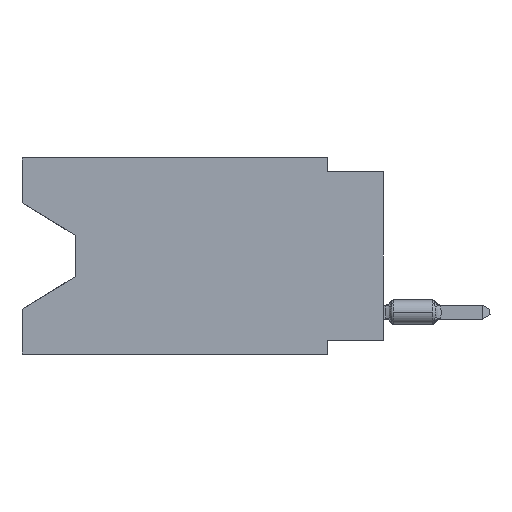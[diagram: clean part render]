
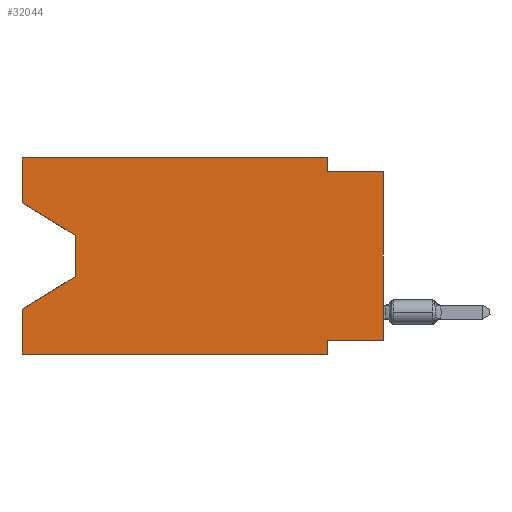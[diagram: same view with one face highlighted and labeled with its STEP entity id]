
A CAD part, left-side view. The second image highlights one B-rep face of the part: STEP entity #32044.
In plain terms, the highlighted planar face has unit normal (-1, 0, 0).
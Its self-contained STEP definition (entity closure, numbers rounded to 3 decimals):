
#1830 = CARTESIAN_POINT ( 'NONE',  ( 0., 2.54, -8.255 ) ) ;
#2871 = DIRECTION ( 'NONE',  ( 0., -1., 0. ) ) ;
#3207 = DIRECTION ( 'NONE',  ( 0., 0., 1. ) ) ;
#3548 = VECTOR ( 'NONE', #2871, 1000. ) ;
#3562 = ORIENTED_EDGE ( 'NONE', *, *, #19672, .F. ) ;
#3604 = CARTESIAN_POINT ( 'NONE',  ( 0., 0., 0. ) ) ;
#3973 = CARTESIAN_POINT ( 'NONE',  ( 0., 16.383, -2.038 ) ) ;
#4096 = LINE ( 'NONE', #25447, #4982 ) ;
#4756 = CARTESIAN_POINT ( 'NONE',  ( 0., 16.383, 0. ) ) ;
#4982 = VECTOR ( 'NONE', #28227, 1000. ) ;
#5551 = CARTESIAN_POINT ( 'NONE',  ( 0., 0., -0.635 ) ) ;
#6091 = CARTESIAN_POINT ( 'NONE',  ( 0., 16.383, -2.038 ) ) ;
#6806 = CARTESIAN_POINT ( 'NONE',  ( 0., 2.54, -0.635 ) ) ;
#7633 = VECTOR ( 'NONE', #18769, 1000. ) ;
#8387 = EDGE_CURVE ( 'NONE', #11429, #12923, #21295, .T. ) ;
#8394 = CARTESIAN_POINT ( 'NONE',  ( 0., 0., -8.255 ) ) ;
#8601 = EDGE_CURVE ( 'NONE', #12603, #14362, #13919, .T. ) ;
#8750 = DIRECTION ( 'NONE',  ( 0., 0., -1. ) ) ;
#8803 = EDGE_CURVE ( 'NONE', #12603, #34657, #9737, .T. ) ;
#9437 = CARTESIAN_POINT ( 'NONE',  ( 0., 13.97, -5.385 ) ) ;
#9681 = VERTEX_POINT ( 'NONE', #14821 ) ;
#9737 = LINE ( 'NONE', #3604, #29494 ) ;
#9926 = VECTOR ( 'NONE', #25961, 1000. ) ;
#10849 = LINE ( 'NONE', #25871, #3548 ) ;
#11429 = VERTEX_POINT ( 'NONE', #37952 ) ;
#12256 = VERTEX_POINT ( 'NONE', #9437 ) ;
#12372 = VECTOR ( 'NONE', #21371, 1000. ) ;
#12603 = VERTEX_POINT ( 'NONE', #8394 ) ;
#12704 = DIRECTION ( 'NONE',  ( 0., -0.855, -0.519 ) ) ;
#12923 = VERTEX_POINT ( 'NONE', #6806 ) ;
#13445 = VECTOR ( 'NONE', #12704, 1000. ) ;
#13919 = LINE ( 'NONE', #21892, #9926 ) ;
#14284 = CARTESIAN_POINT ( 'NONE',  ( 0., 2.54, -8.89 ) ) ;
#14342 = EDGE_CURVE ( 'NONE', #14362, #9681, #37630, .T. ) ;
#14362 = VERTEX_POINT ( 'NONE', #1830 ) ;
#14821 = CARTESIAN_POINT ( 'NONE',  ( 0., 2.54, -8.89 ) ) ;
#15393 = DIRECTION ( 'NONE',  ( 0., 0., -1. ) ) ;
#16391 = CARTESIAN_POINT ( 'NONE',  ( 0., 13.97, -5.385 ) ) ;
#17273 = VERTEX_POINT ( 'NONE', #28517 ) ;
#17498 = VECTOR ( 'NONE', #8750, 1000. ) ;
#18507 = EDGE_CURVE ( 'NONE', #17273, #24144, #30073, .T. ) ;
#18769 = DIRECTION ( 'NONE',  ( 0., 0.855, -0.519 ) ) ;
#18940 = ORIENTED_EDGE ( 'NONE', *, *, #18507, .F. ) ;
#18992 = ORIENTED_EDGE ( 'NONE', *, *, #8601, .F. ) ;
#19507 = EDGE_CURVE ( 'NONE', #12923, #34657, #32828, .T. ) ;
#19672 = EDGE_CURVE ( 'NONE', #25913, #11429, #21147, .T. ) ;
#20614 = CARTESIAN_POINT ( 'NONE',  ( 0., 13.97, -3.505 ) ) ;
#20951 = VECTOR ( 'NONE', #25755, 1000. ) ;
#21147 = LINE ( 'NONE', #30045, #33914 ) ;
#21295 = LINE ( 'NONE', #35940, #28206 ) ;
#21371 = DIRECTION ( 'NONE',  ( 0., 0., 1. ) ) ;
#21769 = LINE ( 'NONE', #3973, #13445 ) ;
#21892 = CARTESIAN_POINT ( 'NONE',  ( 0., 0., -8.255 ) ) ;
#22107 = CARTESIAN_POINT ( 'NONE',  ( 0., 13.97, -3.505 ) ) ;
#23376 = AXIS2_PLACEMENT_3D ( 'NONE', #28044, #34571, #31009 ) ;
#23388 = EDGE_LOOP ( 'NONE', ( #38860, #29090, #31370, #18940, #37917, #28385, #18992, #35788, #33294, #26505, #3562, #23598 ) ) ;
#23598 = ORIENTED_EDGE ( 'NONE', *, *, #27709, .F. ) ;
#24144 = VERTEX_POINT ( 'NONE', #35852 ) ;
#24289 = FACE_OUTER_BOUND ( 'NONE', #23388, .T. ) ;
#24683 = LINE ( 'NONE', #16391, #7633 ) ;
#24777 = EDGE_CURVE ( 'NONE', #17273, #9681, #10849, .T. ) ;
#24881 = PLANE ( 'NONE',  #23376 ) ;
#25447 = CARTESIAN_POINT ( 'NONE',  ( 0., 16.383, 0. ) ) ;
#25463 = EDGE_CURVE ( 'NONE', #34495, #12256, #32874, .T. ) ;
#25755 = DIRECTION ( 'NONE',  ( 0., 0., -1. ) ) ;
#25871 = CARTESIAN_POINT ( 'NONE',  ( 0., 16.383, -8.89 ) ) ;
#25913 = VERTEX_POINT ( 'NONE', #4756 ) ;
#25961 = DIRECTION ( 'NONE',  ( 0., 1., 0. ) ) ;
#26505 = ORIENTED_EDGE ( 'NONE', *, *, #8387, .F. ) ;
#27709 = EDGE_CURVE ( 'NONE', #38343, #25913, #4096, .T. ) ;
#28044 = CARTESIAN_POINT ( 'NONE',  ( 0., 16.383, 0. ) ) ;
#28206 = VECTOR ( 'NONE', #15393, 1000. ) ;
#28227 = DIRECTION ( 'NONE',  ( 0., 0., 1. ) ) ;
#28385 = ORIENTED_EDGE ( 'NONE', *, *, #14342, .F. ) ;
#28517 = CARTESIAN_POINT ( 'NONE',  ( 0., 16.383, -8.89 ) ) ;
#28827 = VECTOR ( 'NONE', #38370, 1000. ) ;
#29090 = ORIENTED_EDGE ( 'NONE', *, *, #25463, .T. ) ;
#29494 = VECTOR ( 'NONE', #3207, 1000. ) ;
#30045 = CARTESIAN_POINT ( 'NONE',  ( 0., 16.383, 0. ) ) ;
#30073 = LINE ( 'NONE', #32654, #12372 ) ;
#31009 = DIRECTION ( 'NONE',  ( 0., 0., -1. ) ) ;
#31370 = ORIENTED_EDGE ( 'NONE', *, *, #32196, .T. ) ;
#32044 = ADVANCED_FACE ( 'NONE', ( #24289 ), #24881, .F. ) ;
#32196 = EDGE_CURVE ( 'NONE', #12256, #24144, #24683, .T. ) ;
#32552 = CARTESIAN_POINT ( 'NONE',  ( 0., 0., -0.635 ) ) ;
#32654 = CARTESIAN_POINT ( 'NONE',  ( 0., 16.383, 0. ) ) ;
#32828 = LINE ( 'NONE', #5551, #28827 ) ;
#32874 = LINE ( 'NONE', #20614, #17498 ) ;
#33033 = DIRECTION ( 'NONE',  ( 0., -1., 0. ) ) ;
#33294 = ORIENTED_EDGE ( 'NONE', *, *, #19507, .F. ) ;
#33914 = VECTOR ( 'NONE', #33033, 1000. ) ;
#34495 = VERTEX_POINT ( 'NONE', #22107 ) ;
#34571 = DIRECTION ( 'NONE',  ( 1., 0., 0. ) ) ;
#34657 = VERTEX_POINT ( 'NONE', #32552 ) ;
#35788 = ORIENTED_EDGE ( 'NONE', *, *, #8803, .T. ) ;
#35816 = EDGE_CURVE ( 'NONE', #38343, #34495, #21769, .T. ) ;
#35852 = CARTESIAN_POINT ( 'NONE',  ( 0., 16.383, -6.852 ) ) ;
#35940 = CARTESIAN_POINT ( 'NONE',  ( 0., 2.54, 0. ) ) ;
#37630 = LINE ( 'NONE', #14284, #20951 ) ;
#37917 = ORIENTED_EDGE ( 'NONE', *, *, #24777, .T. ) ;
#37952 = CARTESIAN_POINT ( 'NONE',  ( 0., 2.54, 0. ) ) ;
#38343 = VERTEX_POINT ( 'NONE', #6091 ) ;
#38370 = DIRECTION ( 'NONE',  ( 0., -1., 0. ) ) ;
#38860 = ORIENTED_EDGE ( 'NONE', *, *, #35816, .T. ) ;
